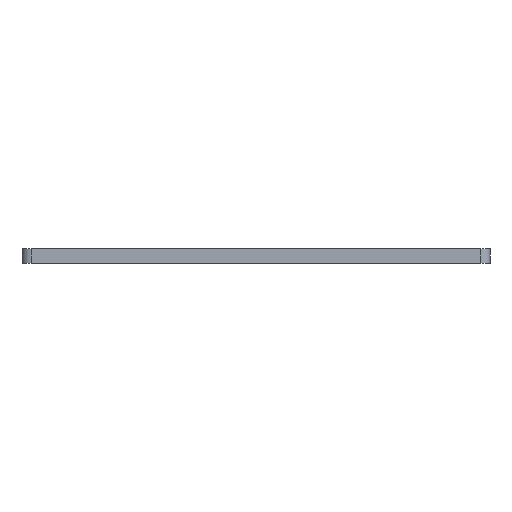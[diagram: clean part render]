
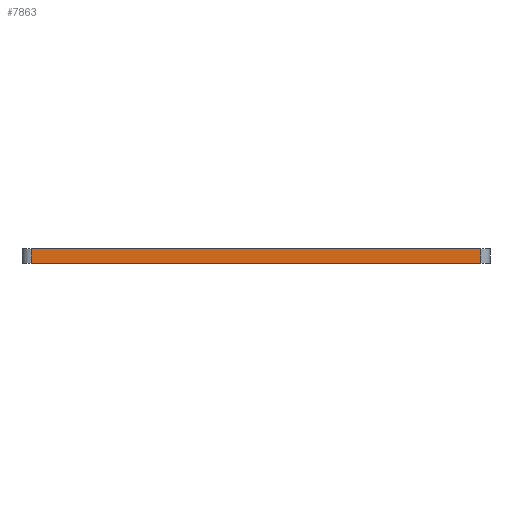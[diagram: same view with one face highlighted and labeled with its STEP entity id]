
A CAD part, left-side view. The second image highlights one B-rep face of the part: STEP entity #7863.
In plain terms, the highlighted planar face has unit normal (-1, 0, 0).
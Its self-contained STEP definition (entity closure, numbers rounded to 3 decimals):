
#84 = PLANE('',#85);
#85 = AXIS2_PLACEMENT_3D('',#86,#87,#88);
#86 = CARTESIAN_POINT('',(70.,-25.,1.6));
#87 = DIRECTION('',(0.,0.,1.));
#88 = DIRECTION('',(1.,0.,-0.));
#139 = PLANE('',#140);
#140 = AXIS2_PLACEMENT_3D('',#141,#142,#143);
#141 = CARTESIAN_POINT('',(70.,-25.,0.));
#142 = DIRECTION('',(0.,0.,1.));
#143 = DIRECTION('',(1.,0.,-0.));
#194 = CYLINDRICAL_SURFACE('',#195,1.);
#195 = AXIS2_PLACEMENT_3D('',#196,#197,#198);
#196 = CARTESIAN_POINT('',(1.,-49.,0.));
#197 = DIRECTION('',(-0.,-0.,-1.));
#198 = DIRECTION('',(1.,0.,-0.));
#361 = VERTEX_POINT('',#362);
#362 = CARTESIAN_POINT('',(0.,-1.,0.));
#377 = CYLINDRICAL_SURFACE('',#378,1.);
#378 = AXIS2_PLACEMENT_3D('',#379,#380,#381);
#379 = CARTESIAN_POINT('',(1.,-1.,0.));
#380 = DIRECTION('',(-0.,-0.,-1.));
#381 = DIRECTION('',(1.,0.,-0.));
#389 = EDGE_CURVE('',#390,#361,#392,.T.);
#390 = VERTEX_POINT('',#391);
#391 = CARTESIAN_POINT('',(0.,-49.,0.));
#392 = SURFACE_CURVE('',#393,(#397,#404),.PCURVE_S1.);
#393 = LINE('',#394,#395);
#394 = CARTESIAN_POINT('',(0.,-49.,0.));
#395 = VECTOR('',#396,1.);
#396 = DIRECTION('',(0.,1.,0.));
#397 = PCURVE('',#139,#398);
#398 = DEFINITIONAL_REPRESENTATION('',(#399),#403);
#399 = LINE('',#400,#401);
#400 = CARTESIAN_POINT('',(-70.,-24.));
#401 = VECTOR('',#402,1.);
#402 = DIRECTION('',(0.,1.));
#403 = ( GEOMETRIC_REPRESENTATION_CONTEXT(2) 
PARAMETRIC_REPRESENTATION_CONTEXT() REPRESENTATION_CONTEXT('2D SPACE',''
  ) );
#404 = PCURVE('',#405,#410);
#405 = PLANE('',#406);
#406 = AXIS2_PLACEMENT_3D('',#407,#408,#409);
#407 = CARTESIAN_POINT('',(0.,-49.,0.));
#408 = DIRECTION('',(-1.,0.,0.));
#409 = DIRECTION('',(0.,1.,0.));
#410 = DEFINITIONAL_REPRESENTATION('',(#411),#415);
#411 = LINE('',#412,#413);
#412 = CARTESIAN_POINT('',(0.,0.));
#413 = VECTOR('',#414,1.);
#414 = DIRECTION('',(1.,0.));
#415 = ( GEOMETRIC_REPRESENTATION_CONTEXT(2) 
PARAMETRIC_REPRESENTATION_CONTEXT() REPRESENTATION_CONTEXT('2D SPACE',''
  ) );
#4437 = VERTEX_POINT('',#4438);
#4438 = CARTESIAN_POINT('',(0.,-1.,1.6));
#4460 = EDGE_CURVE('',#4461,#4437,#4463,.T.);
#4461 = VERTEX_POINT('',#4462);
#4462 = CARTESIAN_POINT('',(0.,-49.,1.6));
#4463 = SURFACE_CURVE('',#4464,(#4468,#4475),.PCURVE_S1.);
#4464 = LINE('',#4465,#4466);
#4465 = CARTESIAN_POINT('',(0.,-49.,1.6));
#4466 = VECTOR('',#4467,1.);
#4467 = DIRECTION('',(0.,1.,0.));
#4468 = PCURVE('',#84,#4469);
#4469 = DEFINITIONAL_REPRESENTATION('',(#4470),#4474);
#4470 = LINE('',#4471,#4472);
#4471 = CARTESIAN_POINT('',(-70.,-24.));
#4472 = VECTOR('',#4473,1.);
#4473 = DIRECTION('',(0.,1.));
#4474 = ( GEOMETRIC_REPRESENTATION_CONTEXT(2) 
PARAMETRIC_REPRESENTATION_CONTEXT() REPRESENTATION_CONTEXT('2D SPACE',''
  ) );
#4475 = PCURVE('',#405,#4476);
#4476 = DEFINITIONAL_REPRESENTATION('',(#4477),#4481);
#4477 = LINE('',#4478,#4479);
#4478 = CARTESIAN_POINT('',(0.,-1.6));
#4479 = VECTOR('',#4480,1.);
#4480 = DIRECTION('',(1.,0.));
#4481 = ( GEOMETRIC_REPRESENTATION_CONTEXT(2) 
PARAMETRIC_REPRESENTATION_CONTEXT() REPRESENTATION_CONTEXT('2D SPACE',''
  ) );
#7813 = EDGE_CURVE('',#390,#4461,#7814,.T.);
#7814 = SURFACE_CURVE('',#7815,(#7819,#7826),.PCURVE_S1.);
#7815 = LINE('',#7816,#7817);
#7816 = CARTESIAN_POINT('',(0.,-49.,0.));
#7817 = VECTOR('',#7818,1.);
#7818 = DIRECTION('',(0.,0.,1.));
#7819 = PCURVE('',#194,#7820);
#7820 = DEFINITIONAL_REPRESENTATION('',(#7821),#7825);
#7821 = LINE('',#7822,#7823);
#7822 = CARTESIAN_POINT('',(-3.142,0.));
#7823 = VECTOR('',#7824,1.);
#7824 = DIRECTION('',(-0.,-1.));
#7825 = ( GEOMETRIC_REPRESENTATION_CONTEXT(2) 
PARAMETRIC_REPRESENTATION_CONTEXT() REPRESENTATION_CONTEXT('2D SPACE',''
  ) );
#7826 = PCURVE('',#405,#7827);
#7827 = DEFINITIONAL_REPRESENTATION('',(#7828),#7832);
#7828 = LINE('',#7829,#7830);
#7829 = CARTESIAN_POINT('',(0.,0.));
#7830 = VECTOR('',#7831,1.);
#7831 = DIRECTION('',(0.,-1.));
#7832 = ( GEOMETRIC_REPRESENTATION_CONTEXT(2) 
PARAMETRIC_REPRESENTATION_CONTEXT() REPRESENTATION_CONTEXT('2D SPACE',''
  ) );
#7863 = ADVANCED_FACE('',(#7864),#405,.T.);
#7864 = FACE_BOUND('',#7865,.T.);
#7865 = EDGE_LOOP('',(#7866,#7867,#7868,#7889));
#7866 = ORIENTED_EDGE('',*,*,#7813,.T.);
#7867 = ORIENTED_EDGE('',*,*,#4460,.T.);
#7868 = ORIENTED_EDGE('',*,*,#7869,.F.);
#7869 = EDGE_CURVE('',#361,#4437,#7870,.T.);
#7870 = SURFACE_CURVE('',#7871,(#7875,#7882),.PCURVE_S1.);
#7871 = LINE('',#7872,#7873);
#7872 = CARTESIAN_POINT('',(0.,-1.,0.));
#7873 = VECTOR('',#7874,1.);
#7874 = DIRECTION('',(0.,0.,1.));
#7875 = PCURVE('',#405,#7876);
#7876 = DEFINITIONAL_REPRESENTATION('',(#7877),#7881);
#7877 = LINE('',#7878,#7879);
#7878 = CARTESIAN_POINT('',(48.,0.));
#7879 = VECTOR('',#7880,1.);
#7880 = DIRECTION('',(0.,-1.));
#7881 = ( GEOMETRIC_REPRESENTATION_CONTEXT(2) 
PARAMETRIC_REPRESENTATION_CONTEXT() REPRESENTATION_CONTEXT('2D SPACE',''
  ) );
#7882 = PCURVE('',#377,#7883);
#7883 = DEFINITIONAL_REPRESENTATION('',(#7884),#7888);
#7884 = LINE('',#7885,#7886);
#7885 = CARTESIAN_POINT('',(-3.142,0.));
#7886 = VECTOR('',#7887,1.);
#7887 = DIRECTION('',(-0.,-1.));
#7888 = ( GEOMETRIC_REPRESENTATION_CONTEXT(2) 
PARAMETRIC_REPRESENTATION_CONTEXT() REPRESENTATION_CONTEXT('2D SPACE',''
  ) );
#7889 = ORIENTED_EDGE('',*,*,#389,.F.);
